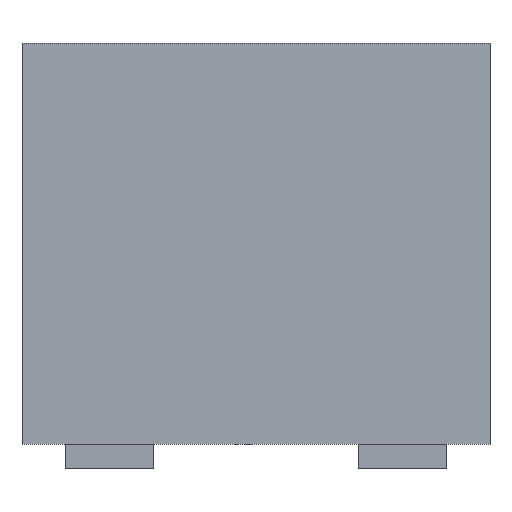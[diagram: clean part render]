
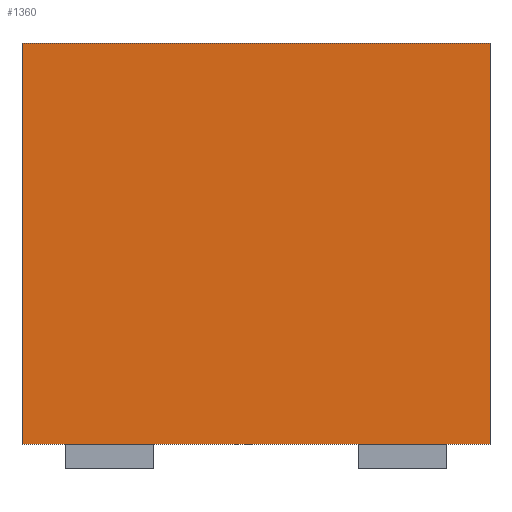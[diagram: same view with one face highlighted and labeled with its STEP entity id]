
A CAD part, front view. The second image highlights one B-rep face of the part: STEP entity #1360.
In plain terms, the highlighted planar face has unit normal (0, -1, 0).
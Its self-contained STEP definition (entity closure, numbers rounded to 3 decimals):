
#330 = VERTEX_POINT('',#331);
#331 = CARTESIAN_POINT('',(-3.85,-4.,7.));
#337 = EDGE_CURVE('',#330,#338,#340,.T.);
#338 = VERTEX_POINT('',#339);
#339 = CARTESIAN_POINT('',(3.85,-4.,7.));
#340 = LINE('',#341,#342);
#341 = CARTESIAN_POINT('',(3.85,-4.,7.));
#342 = VECTOR('',#343,1.);
#343 = DIRECTION('',(1.,0.,0.));
#1360 = ADVANCED_FACE('',(#1361),#1386,.F.);
#1361 = FACE_BOUND('',#1362,.T.);
#1362 = EDGE_LOOP('',(#1363,#1371,#1372,#1380));
#1363 = ORIENTED_EDGE('',*,*,#1364,.F.);
#1364 = EDGE_CURVE('',#338,#1365,#1367,.T.);
#1365 = VERTEX_POINT('',#1366);
#1366 = CARTESIAN_POINT('',(3.85,-4.,0.4));
#1367 = LINE('',#1368,#1369);
#1368 = CARTESIAN_POINT('',(3.85,-4.,7.));
#1369 = VECTOR('',#1370,1.);
#1370 = DIRECTION('',(-0.,0.,-1.));
#1371 = ORIENTED_EDGE('',*,*,#337,.F.);
#1372 = ORIENTED_EDGE('',*,*,#1373,.F.);
#1373 = EDGE_CURVE('',#1374,#330,#1376,.T.);
#1374 = VERTEX_POINT('',#1375);
#1375 = CARTESIAN_POINT('',(-3.85,-4.,0.4));
#1376 = LINE('',#1377,#1378);
#1377 = CARTESIAN_POINT('',(-3.85,-4.,7.));
#1378 = VECTOR('',#1379,1.);
#1379 = DIRECTION('',(0.,0.,1.));
#1380 = ORIENTED_EDGE('',*,*,#1381,.F.);
#1381 = EDGE_CURVE('',#1365,#1374,#1382,.T.);
#1382 = LINE('',#1383,#1384);
#1383 = CARTESIAN_POINT('',(-3.85,-4.,0.4));
#1384 = VECTOR('',#1385,1.);
#1385 = DIRECTION('',(-1.,-0.,0.));
#1386 = PLANE('',#1387);
#1387 = AXIS2_PLACEMENT_3D('',#1388,#1389,#1390);
#1388 = CARTESIAN_POINT('',(-3.85,-4.,7.));
#1389 = DIRECTION('',(0.,1.,0.));
#1390 = DIRECTION('',(-1.,-0.,0.));
